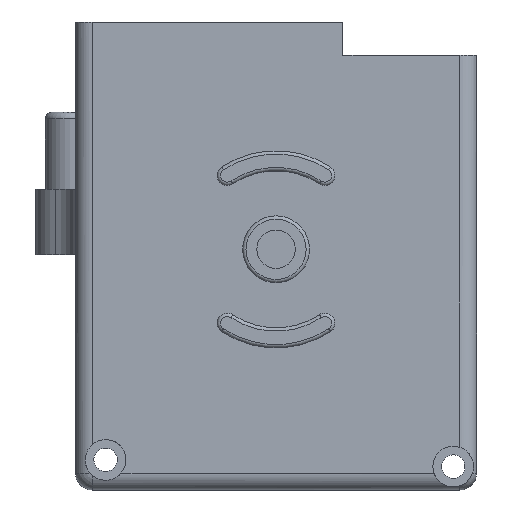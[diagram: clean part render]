
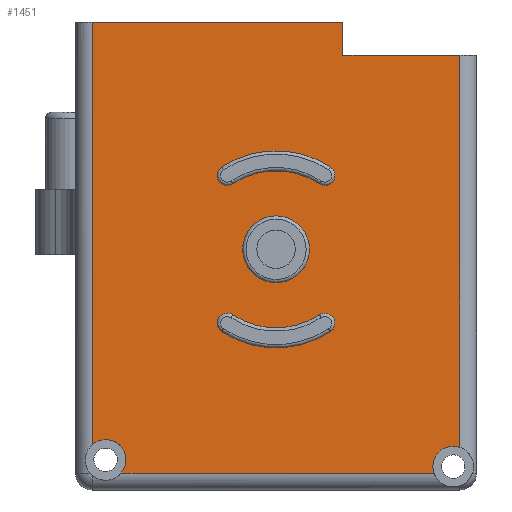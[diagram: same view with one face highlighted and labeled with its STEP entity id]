
A CAD part, front view. The second image highlights one B-rep face of the part: STEP entity #1451.
In plain terms, the highlighted planar face has unit normal (0, -1, 0).
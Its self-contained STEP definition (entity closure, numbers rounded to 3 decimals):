
#32=FACE_BOUND('',#454,.T.);
#33=FACE_BOUND('',#455,.T.);
#34=FACE_BOUND('',#456,.T.);
#57=PLANE('',#1600);
#98=LINE('',#2398,#206);
#99=LINE('',#2400,#207);
#100=LINE('',#2402,#208);
#101=LINE('',#2404,#209);
#102=LINE('',#2406,#210);
#103=LINE('',#2407,#211);
#206=VECTOR('',#1882,10.);
#207=VECTOR('',#1883,10.);
#208=VECTOR('',#1884,10.);
#209=VECTOR('',#1885,10.);
#210=VECTOR('',#1886,10.);
#211=VECTOR('',#1887,10.);
#364=FACE_OUTER_BOUND('',#453,.T.);
#453=EDGE_LOOP('',(#1097,#1098,#1099,#1100,#1101,#1102,#1103,#1104,#1105,
#1106));
#454=EDGE_LOOP('',(#1107));
#455=EDGE_LOOP('',(#1108,#1109,#1110,#1111));
#456=EDGE_LOOP('',(#1112,#1113,#1114,#1115));
#533=CIRCLE('',#1528,5.);
#547=CIRCLE('',#1548,14.75);
#548=CIRCLE('',#1550,1.5);
#561=CIRCLE('',#1569,11.75);
#562=CIRCLE('',#1571,1.5);
#563=CIRCLE('',#1574,1.5);
#564=CIRCLE('',#1576,11.75);
#565=CIRCLE('',#1578,1.5);
#566=CIRCLE('',#1580,14.75);
#570=CIRCLE('',#1588,3.05);
#571=CIRCLE('',#1589,3.05);
#575=CIRCLE('',#1596,3.05);
#576=CIRCLE('',#1597,3.05);
#631=VERTEX_POINT('',#2200);
#641=VERTEX_POINT('',#2231);
#642=VERTEX_POINT('',#2233);
#643=VERTEX_POINT('',#2237);
#652=VERTEX_POINT('',#2266);
#653=VERTEX_POINT('',#2268);
#654=VERTEX_POINT('',#2272);
#655=VERTEX_POINT('',#2277);
#656=VERTEX_POINT('',#2283);
#661=VERTEX_POINT('',#2300);
#663=VERTEX_POINT('',#2318);
#664=VERTEX_POINT('',#2329);
#669=VERTEX_POINT('',#2344);
#671=VERTEX_POINT('',#2372);
#672=VERTEX_POINT('',#2389);
#674=VERTEX_POINT('',#2399);
#675=VERTEX_POINT('',#2401);
#676=VERTEX_POINT('',#2403);
#677=VERTEX_POINT('',#2405);
#770=EDGE_CURVE('',#631,#631,#533,.T.);
#785=EDGE_CURVE('',#642,#641,#547,.T.);
#788=EDGE_CURVE('',#643,#641,#548,.F.);
#802=EDGE_CURVE('',#653,#652,#561,.T.);
#805=EDGE_CURVE('',#654,#652,#562,.F.);
#806=EDGE_CURVE('',#642,#655,#563,.F.);
#808=EDGE_CURVE('',#643,#655,#564,.T.);
#809=EDGE_CURVE('',#653,#656,#565,.F.);
#811=EDGE_CURVE('',#654,#656,#566,.T.);
#819=EDGE_CURVE('',#664,#663,#570,.T.);
#821=EDGE_CURVE('',#661,#664,#571,.T.);
#829=EDGE_CURVE('',#672,#671,#575,.T.);
#831=EDGE_CURVE('',#669,#672,#576,.T.);
#834=EDGE_CURVE('',#669,#663,#98,.T.);
#835=EDGE_CURVE('',#674,#671,#99,.T.);
#836=EDGE_CURVE('',#675,#674,#100,.T.);
#837=EDGE_CURVE('',#675,#676,#101,.T.);
#838=EDGE_CURVE('',#677,#676,#102,.T.);
#839=EDGE_CURVE('',#661,#677,#103,.T.);
#1097=ORIENTED_EDGE('',*,*,#821,.T.);
#1098=ORIENTED_EDGE('',*,*,#819,.T.);
#1099=ORIENTED_EDGE('',*,*,#834,.F.);
#1100=ORIENTED_EDGE('',*,*,#831,.T.);
#1101=ORIENTED_EDGE('',*,*,#829,.T.);
#1102=ORIENTED_EDGE('',*,*,#835,.F.);
#1103=ORIENTED_EDGE('',*,*,#836,.F.);
#1104=ORIENTED_EDGE('',*,*,#837,.T.);
#1105=ORIENTED_EDGE('',*,*,#838,.F.);
#1106=ORIENTED_EDGE('',*,*,#839,.F.);
#1107=ORIENTED_EDGE('',*,*,#770,.T.);
#1108=ORIENTED_EDGE('',*,*,#808,.T.);
#1109=ORIENTED_EDGE('',*,*,#806,.F.);
#1110=ORIENTED_EDGE('',*,*,#785,.T.);
#1111=ORIENTED_EDGE('',*,*,#788,.F.);
#1112=ORIENTED_EDGE('',*,*,#802,.T.);
#1113=ORIENTED_EDGE('',*,*,#805,.F.);
#1114=ORIENTED_EDGE('',*,*,#811,.T.);
#1115=ORIENTED_EDGE('',*,*,#809,.F.);
#1451=ADVANCED_FACE('',(#364,#32,#33,#34),#57,.T.);
#1528=AXIS2_PLACEMENT_3D('',#2202,#1723,#1724);
#1548=AXIS2_PLACEMENT_3D('',#2234,#1764,#1765);
#1550=AXIS2_PLACEMENT_3D('',#2239,#1770,#1771);
#1569=AXIS2_PLACEMENT_3D('',#2269,#1809,#1810);
#1571=AXIS2_PLACEMENT_3D('',#2274,#1815,#1816);
#1574=AXIS2_PLACEMENT_3D('',#2278,#1821,#1822);
#1576=AXIS2_PLACEMENT_3D('',#2281,#1826,#1827);
#1578=AXIS2_PLACEMENT_3D('',#2284,#1830,#1831);
#1580=AXIS2_PLACEMENT_3D('',#2287,#1835,#1836);
#1588=AXIS2_PLACEMENT_3D('',#2330,#1852,#1853);
#1589=AXIS2_PLACEMENT_3D('',#2332,#1855,#1856);
#1596=AXIS2_PLACEMENT_3D('',#2390,#1870,#1871);
#1597=AXIS2_PLACEMENT_3D('',#2392,#1873,#1874);
#1600=AXIS2_PLACEMENT_3D('',#2397,#1880,#1881);
#1723=DIRECTION('center_axis',(0.,1.,0.));
#1724=DIRECTION('ref_axis',(1.,0.,0.));
#1764=DIRECTION('center_axis',(0.,1.,0.));
#1765=DIRECTION('ref_axis',(1.,0.,0.));
#1770=DIRECTION('center_axis',(0.,1.,0.));
#1771=DIRECTION('ref_axis',(-0.143,0.,0.99));
#1809=DIRECTION('center_axis',(0.,-1.,0.));
#1810=DIRECTION('ref_axis',(1.,0.,0.));
#1815=DIRECTION('center_axis',(0.,1.,0.));
#1816=DIRECTION('ref_axis',(-0.99,0.,0.143));
#1821=DIRECTION('center_axis',(0.,1.,0.));
#1822=DIRECTION('ref_axis',(0.99,0.,-0.143));
#1826=DIRECTION('center_axis',(0.,-1.,0.));
#1827=DIRECTION('ref_axis',(1.,0.,0.));
#1830=DIRECTION('center_axis',(0.,1.,0.));
#1831=DIRECTION('ref_axis',(0.143,0.,-0.99));
#1835=DIRECTION('center_axis',(0.,1.,0.));
#1836=DIRECTION('ref_axis',(1.,0.,0.));
#1852=DIRECTION('center_axis',(0.,1.,0.));
#1853=DIRECTION('ref_axis',(0.,0.,-1.));
#1855=DIRECTION('center_axis',(0.,1.,0.));
#1856=DIRECTION('ref_axis',(0.,0.,-1.));
#1870=DIRECTION('center_axis',(0.,1.,0.));
#1871=DIRECTION('ref_axis',(0.,0.,-1.));
#1873=DIRECTION('center_axis',(0.,1.,0.));
#1874=DIRECTION('ref_axis',(0.,0.,-1.));
#1880=DIRECTION('center_axis',(0.,-1.,0.));
#1881=DIRECTION('ref_axis',(1.,0.,0.));
#1882=DIRECTION('',(-1.,0.,0.));
#1883=DIRECTION('',(0.,0.,-1.));
#1884=DIRECTION('',(1.,0.,0.));
#1885=DIRECTION('',(0.,0.,1.));
#1886=DIRECTION('',(1.,0.,0.));
#1887=DIRECTION('',(0.,0.,1.));
#2200=CARTESIAN_POINT('',(-5.,-20.261,9.475));
#2202=CARTESIAN_POINT('Origin',(0.,-20.261,
9.475));
#2231=CARTESIAN_POINT('',(-8.141,-20.261,-2.825));
#2233=CARTESIAN_POINT('',(8.141,-20.261,-2.825));
#2234=CARTESIAN_POINT('Origin',(0.,-20.261,
9.475));
#2237=CARTESIAN_POINT('',(-6.485,-20.261,-0.323));
#2239=CARTESIAN_POINT('Origin',(-7.313,-20.261,-1.574));
#2266=CARTESIAN_POINT('',(-6.485,-20.261,19.273));
#2268=CARTESIAN_POINT('',(6.485,-20.261,19.273));
#2269=CARTESIAN_POINT('Origin',(0.,-20.261,
9.475));
#2272=CARTESIAN_POINT('',(-8.141,-20.261,21.775));
#2274=CARTESIAN_POINT('Origin',(-7.313,-20.261,20.524));
#2277=CARTESIAN_POINT('',(6.485,-20.261,-0.323));
#2278=CARTESIAN_POINT('Origin',(7.313,-20.261,-1.574));
#2281=CARTESIAN_POINT('Origin',(0.,-20.261,
9.475));
#2283=CARTESIAN_POINT('',(8.141,-20.261,21.775));
#2284=CARTESIAN_POINT('Origin',(7.313,-20.261,20.524));
#2287=CARTESIAN_POINT('Origin',(0.,-20.261,
9.475));
#2300=CARTESIAN_POINT('',(-27.5,-20.261,-19.722));
#2318=CARTESIAN_POINT('',(-23.197,-20.261,-24.025));
#2329=CARTESIAN_POINT('',(-25.5,-20.261,-18.975));
#2330=CARTESIAN_POINT('Origin',(-25.5,-20.261,-22.025));
#2332=CARTESIAN_POINT('Origin',(-25.5,-20.261,-22.025));
#2344=CARTESIAN_POINT('',(23.619,-20.261,-24.025));
#2372=CARTESIAN_POINT('',(27.5,-20.261,-20.143));
#2389=CARTESIAN_POINT('',(26.5,-20.261,-19.975));
#2390=CARTESIAN_POINT('Origin',(26.5,-20.261,-23.025));
#2392=CARTESIAN_POINT('Origin',(26.5,-20.261,-23.025));
#2397=CARTESIAN_POINT('Origin',(0.,-20.261,-4.025));
#2398=CARTESIAN_POINT('',(15.,-20.261,-24.025));
#2399=CARTESIAN_POINT('',(27.5,-20.261,38.475));
#2400=CARTESIAN_POINT('',(27.5,-20.261,7.225));
#2401=CARTESIAN_POINT('',(10.,-20.261,38.475));
#2402=CARTESIAN_POINT('',(-30.,-20.261,38.475));
#2403=CARTESIAN_POINT('',(10.,-20.261,43.475));
#2404=CARTESIAN_POINT('',(10.,-20.261,38.475));
#2405=CARTESIAN_POINT('',(-27.5,-20.261,43.475));
#2406=CARTESIAN_POINT('',(-30.,-20.261,43.475));
#2407=CARTESIAN_POINT('',(-27.5,-20.261,-15.275));
